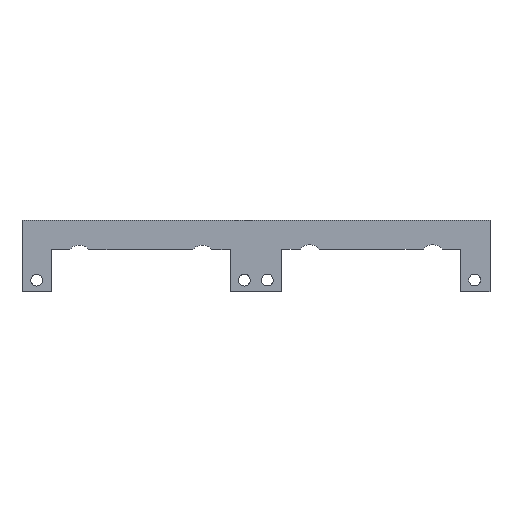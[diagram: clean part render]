
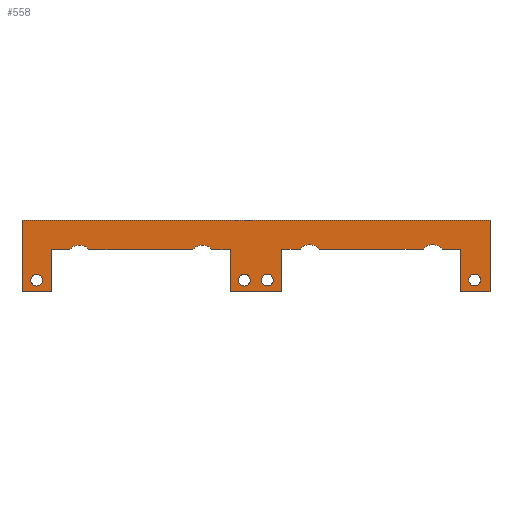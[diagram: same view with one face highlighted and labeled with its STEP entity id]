
A CAD part, top view. The second image highlights one B-rep face of the part: STEP entity #558.
In plain terms, the highlighted planar face has unit normal (0, 0, 1).
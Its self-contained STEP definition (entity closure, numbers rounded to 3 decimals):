
#31=FACE_BOUND('',#109,.T.);
#32=FACE_BOUND('',#110,.T.);
#33=FACE_BOUND('',#111,.T.);
#34=FACE_BOUND('',#112,.T.);
#52=PLANE('',#621);
#78=FACE_OUTER_BOUND('',#108,.T.);
#108=EDGE_LOOP('',(#501,#502,#503,#504,#505,#506,#507,#508,#509,#510,#511,
#512,#513,#514,#515,#516,#517,#518,#519,#520));
#109=EDGE_LOOP('',(#521));
#110=EDGE_LOOP('',(#522));
#111=EDGE_LOOP('',(#523));
#112=EDGE_LOOP('',(#524));
#121=LINE('',#829,#177);
#124=LINE('',#834,#180);
#128=LINE('',#841,#184);
#143=LINE('',#885,#199);
#144=LINE('',#888,#200);
#146=LINE('',#891,#202);
#147=LINE('',#895,#203);
#150=LINE('',#900,#206);
#152=LINE('',#904,#208);
#154=LINE('',#908,#210);
#156=LINE('',#911,#212);
#157=LINE('',#914,#213);
#159=LINE('',#918,#215);
#161=LINE('',#921,#217);
#162=LINE('',#924,#218);
#164=LINE('',#927,#220);
#177=VECTOR('',#667,10.);
#180=VECTOR('',#672,10.);
#184=VECTOR('',#678,10.);
#199=VECTOR('',#713,10.);
#200=VECTOR('',#716,10.);
#202=VECTOR('',#720,10.);
#203=VECTOR('',#723,10.);
#206=VECTOR('',#728,10.);
#208=VECTOR('',#732,10.);
#210=VECTOR('',#736,10.);
#212=VECTOR('',#740,10.);
#213=VECTOR('',#743,10.);
#215=VECTOR('',#747,10.);
#217=VECTOR('',#751,10.);
#218=VECTOR('',#754,10.);
#220=VECTOR('',#758,10.);
#226=CIRCLE('',#578,5.25);
#228=CIRCLE('',#581,5.25);
#230=CIRCLE('',#584,5.25);
#232=CIRCLE('',#587,5.25);
#241=CIRCLE('',#614,2.54);
#242=CIRCLE('',#616,2.54);
#243=CIRCLE('',#618,2.54);
#244=CIRCLE('',#620,2.54);
#247=VERTEX_POINT('',#795);
#248=VERTEX_POINT('',#797);
#251=VERTEX_POINT('',#804);
#252=VERTEX_POINT('',#806);
#255=VERTEX_POINT('',#813);
#256=VERTEX_POINT('',#815);
#259=VERTEX_POINT('',#822);
#260=VERTEX_POINT('',#824);
#261=VERTEX_POINT('',#828);
#264=VERTEX_POINT('',#839);
#283=VERTEX_POINT('',#883);
#284=VERTEX_POINT('',#887);
#285=VERTEX_POINT('',#893);
#286=VERTEX_POINT('',#894);
#287=VERTEX_POINT('',#899);
#288=VERTEX_POINT('',#903);
#289=VERTEX_POINT('',#907);
#290=VERTEX_POINT('',#913);
#291=VERTEX_POINT('',#917);
#292=VERTEX_POINT('',#923);
#293=VERTEX_POINT('',#929);
#294=VERTEX_POINT('',#933);
#295=VERTEX_POINT('',#937);
#296=VERTEX_POINT('',#941);
#299=EDGE_CURVE('',#248,#247,#226,.T.);
#303=EDGE_CURVE('',#252,#251,#228,.T.);
#307=EDGE_CURVE('',#256,#255,#230,.T.);
#311=EDGE_CURVE('',#260,#259,#232,.T.);
#313=EDGE_CURVE('',#256,#261,#121,.F.);
#316=EDGE_CURVE('',#248,#255,#124,.F.);
#320=EDGE_CURVE('',#264,#247,#128,.F.);
#343=EDGE_CURVE('',#283,#259,#143,.F.);
#344=EDGE_CURVE('',#252,#284,#144,.F.);
#346=EDGE_CURVE('',#260,#251,#146,.F.);
#347=EDGE_CURVE('',#285,#286,#147,.F.);
#350=EDGE_CURVE('',#286,#287,#150,.F.);
#352=EDGE_CURVE('',#287,#288,#152,.F.);
#354=EDGE_CURVE('',#288,#289,#154,.F.);
#356=EDGE_CURVE('',#289,#283,#156,.F.);
#357=EDGE_CURVE('',#284,#290,#157,.F.);
#359=EDGE_CURVE('',#290,#291,#159,.F.);
#361=EDGE_CURVE('',#291,#264,#161,.F.);
#362=EDGE_CURVE('',#261,#292,#162,.F.);
#364=EDGE_CURVE('',#292,#285,#164,.F.);
#366=EDGE_CURVE('',#293,#293,#241,.T.);
#368=EDGE_CURVE('',#294,#294,#242,.T.);
#370=EDGE_CURVE('',#295,#295,#243,.T.);
#372=EDGE_CURVE('',#296,#296,#244,.T.);
#501=ORIENTED_EDGE('',*,*,#299,.T.);
#502=ORIENTED_EDGE('',*,*,#320,.F.);
#503=ORIENTED_EDGE('',*,*,#361,.F.);
#504=ORIENTED_EDGE('',*,*,#359,.F.);
#505=ORIENTED_EDGE('',*,*,#357,.F.);
#506=ORIENTED_EDGE('',*,*,#344,.F.);
#507=ORIENTED_EDGE('',*,*,#303,.T.);
#508=ORIENTED_EDGE('',*,*,#346,.F.);
#509=ORIENTED_EDGE('',*,*,#311,.T.);
#510=ORIENTED_EDGE('',*,*,#343,.F.);
#511=ORIENTED_EDGE('',*,*,#356,.F.);
#512=ORIENTED_EDGE('',*,*,#354,.F.);
#513=ORIENTED_EDGE('',*,*,#352,.F.);
#514=ORIENTED_EDGE('',*,*,#350,.F.);
#515=ORIENTED_EDGE('',*,*,#347,.F.);
#516=ORIENTED_EDGE('',*,*,#364,.F.);
#517=ORIENTED_EDGE('',*,*,#362,.F.);
#518=ORIENTED_EDGE('',*,*,#313,.F.);
#519=ORIENTED_EDGE('',*,*,#307,.T.);
#520=ORIENTED_EDGE('',*,*,#316,.F.);
#521=ORIENTED_EDGE('',*,*,#372,.F.);
#522=ORIENTED_EDGE('',*,*,#370,.F.);
#523=ORIENTED_EDGE('',*,*,#368,.F.);
#524=ORIENTED_EDGE('',*,*,#366,.F.);
#558=ADVANCED_FACE('',(#78,#31,#32,#33,#34),#52,.T.);
#578=AXIS2_PLACEMENT_3D('',#798,#638,#639);
#581=AXIS2_PLACEMENT_3D('',#807,#646,#647);
#584=AXIS2_PLACEMENT_3D('',#816,#654,#655);
#587=AXIS2_PLACEMENT_3D('',#825,#662,#663);
#614=AXIS2_PLACEMENT_3D('',#931,#762,#763);
#616=AXIS2_PLACEMENT_3D('',#935,#767,#768);
#618=AXIS2_PLACEMENT_3D('',#939,#772,#773);
#620=AXIS2_PLACEMENT_3D('',#943,#777,#778);
#621=AXIS2_PLACEMENT_3D('',#944,#779,#780);
#638=DIRECTION('center_axis',(0.,0.,
-1.));
#639=DIRECTION('ref_axis',(-1.,0.,0.));
#646=DIRECTION('center_axis',(0.,0.,
-1.));
#647=DIRECTION('ref_axis',(-1.,0.,0.));
#654=DIRECTION('center_axis',(0.,0.,
-1.));
#655=DIRECTION('ref_axis',(-1.,0.,0.));
#662=DIRECTION('center_axis',(0.,0.,
-1.));
#663=DIRECTION('ref_axis',(-1.,0.,0.));
#667=DIRECTION('',(1.,0.,0.));
#672=DIRECTION('',(1.,0.,0.));
#678=DIRECTION('',(1.,0.,0.));
#713=DIRECTION('',(1.,0.,0.));
#716=DIRECTION('',(1.,0.,0.));
#720=DIRECTION('',(1.,0.,0.));
#723=DIRECTION('',(0.,-1.,0.));
#728=DIRECTION('',(-1.,0.,0.));
#732=DIRECTION('',(0.,1.,0.));
#736=DIRECTION('',(1.,0.,0.));
#740=DIRECTION('',(0.,-1.,0.));
#743=DIRECTION('',(0.,1.,0.));
#747=DIRECTION('',(1.,0.,0.));
#751=DIRECTION('',(0.,-1.,0.));
#754=DIRECTION('',(0.,1.,0.));
#758=DIRECTION('',(1.,0.,0.));
#762=DIRECTION('center_axis',(0.,0.,
1.));
#763=DIRECTION('ref_axis',(1.,0.,0.));
#767=DIRECTION('center_axis',(0.,0.,
1.));
#768=DIRECTION('ref_axis',(1.,0.,0.));
#772=DIRECTION('center_axis',(0.,0.,
1.));
#773=DIRECTION('ref_axis',(1.,0.,0.));
#777=DIRECTION('center_axis',(0.,0.,
1.));
#778=DIRECTION('ref_axis',(1.,0.,0.));
#779=DIRECTION('center_axis',(0.,0.,
1.));
#780=DIRECTION('ref_axis',(-1.,0.,0.));
#795=CARTESIAN_POINT('',(-144.348,-19.725,73.863));
#797=CARTESIAN_POINT('',(-152.595,-19.725,73.863));
#798=CARTESIAN_POINT('Origin',(-148.471,-22.975,73.863));
#804=CARTESIAN_POINT('',(-98.233,-19.583,73.863));
#806=CARTESIAN_POINT('',(-106.479,-19.583,73.863));
#807=CARTESIAN_POINT('Origin',(-102.356,-22.833,73.863));
#813=CARTESIAN_POINT('',(-197.246,-19.725,73.863));
#815=CARTESIAN_POINT('',(-205.492,-19.725,73.863));
#816=CARTESIAN_POINT('Origin',(-201.369,-22.975,73.863));
#822=CARTESIAN_POINT('',(-45.335,-19.583,73.863));
#824=CARTESIAN_POINT('',(-53.581,-19.583,73.863));
#825=CARTESIAN_POINT('Origin',(-49.458,-22.833,73.863));
#828=CARTESIAN_POINT('',(-213.274,-19.725,73.863));
#829=CARTESIAN_POINT('',(-150.154,-19.725,73.863));
#834=CARTESIAN_POINT('',(-150.154,-19.725,73.863));
#839=CARTESIAN_POINT('',(-136.566,-19.725,73.863));
#841=CARTESIAN_POINT('',(-150.154,-19.725,73.863));
#883=CARTESIAN_POINT('',(-37.553,-19.583,73.863));
#885=CARTESIAN_POINT('',(-100.647,-19.583,73.863));
#887=CARTESIAN_POINT('',(-114.261,-19.583,73.863));
#888=CARTESIAN_POINT('',(-100.647,-19.583,73.863));
#891=CARTESIAN_POINT('',(-100.647,-19.583,73.863));
#893=CARTESIAN_POINT('',(-225.974,-37.886,73.863));
#894=CARTESIAN_POINT('',(-225.974,-7.025,73.863));
#895=CARTESIAN_POINT('',(-225.974,-20.28,73.863));
#899=CARTESIAN_POINT('',(-24.853,-7.025,73.863));
#900=CARTESIAN_POINT('',(-100.079,-7.025,73.863));
#903=CARTESIAN_POINT('',(-24.853,-37.886,73.863));
#904=CARTESIAN_POINT('',(-24.853,-20.28,73.863));
#907=CARTESIAN_POINT('',(-37.553,-37.886,73.863));
#908=CARTESIAN_POINT('',(-78.295,-37.886,73.863));
#911=CARTESIAN_POINT('',(-37.553,-23.419,73.863));
#913=CARTESIAN_POINT('',(-114.261,-37.886,73.863));
#914=CARTESIAN_POINT('',(-114.261,-23.419,73.863));
#917=CARTESIAN_POINT('',(-136.566,-37.886,73.863));
#918=CARTESIAN_POINT('',(-127.941,-37.886,73.863));
#921=CARTESIAN_POINT('',(-136.566,-23.455,73.863));
#923=CARTESIAN_POINT('',(-213.274,-37.886,73.863));
#924=CARTESIAN_POINT('',(-213.274,-23.455,73.863));
#927=CARTESIAN_POINT('',(-172.506,-37.886,73.863));
#929=CARTESIAN_POINT('',(-123.134,-32.795,73.863));
#931=CARTESIAN_POINT('Origin',(-120.594,-32.795,73.863));
#933=CARTESIAN_POINT('',(-132.985,-32.821,73.863));
#935=CARTESIAN_POINT('Origin',(-130.445,-32.821,73.863));
#937=CARTESIAN_POINT('',(-222.219,-32.826,73.863));
#939=CARTESIAN_POINT('Origin',(-219.679,-32.826,73.863));
#941=CARTESIAN_POINT('',(-33.997,-32.764,73.863));
#943=CARTESIAN_POINT('Origin',(-31.457,-32.764,73.863));
#944=CARTESIAN_POINT('Origin',(-125.387,-18.104,73.863));
